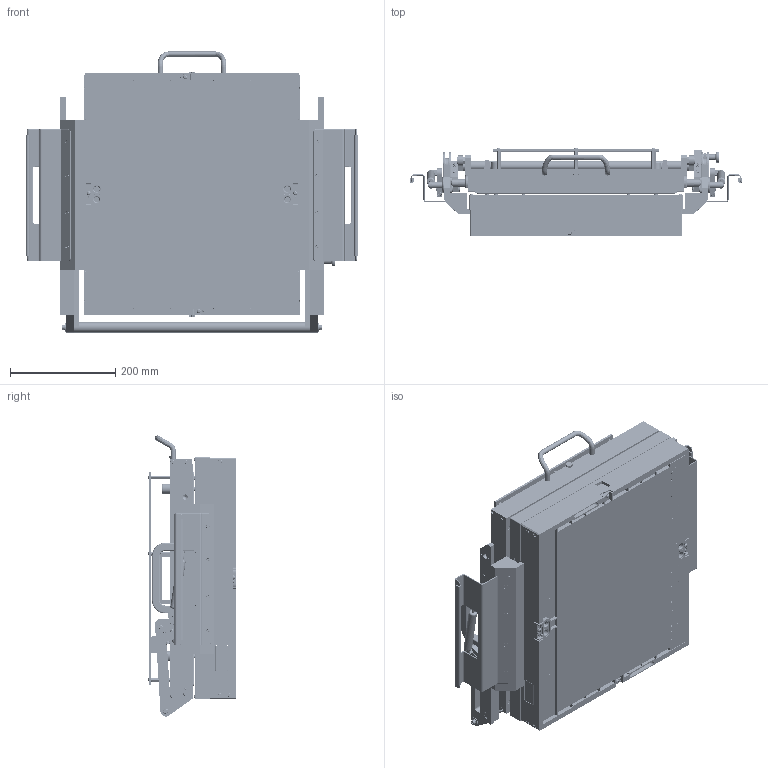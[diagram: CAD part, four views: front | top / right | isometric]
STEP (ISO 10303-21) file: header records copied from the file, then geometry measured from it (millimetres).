
FILE_DESCRIPTION (( 'STEP AP214' ), '1' );
FILE_NAME ('INGUN_115152.STEP', '2023-12-05T10:19:18', ( '' ), ( '' ), 'SwSTEP 2.0', 'SolidWorks 2021', '' );
FILE_SCHEMA (( 'AUTOMOTIVE_DESIGN' ));
Length unit declared in the file: millimetre
Products named in the file (146): KT-Master__ADA~kt_KT-254 L3-E02; SKB-IA~skia_M4,0x45 St; 29176~1; 115153~0_KUNDE<S>; INGUN_115152; DIN912~n_M05,0x012; 5015~0; 115031~0; 115387~0_S; 2512_1~0; 115127~0_S; 18406~1; DIN7991~n_M04,0x012; 17975~4; ISO7380~n_M04,0x008; DIN7991~n_M05,0x016; DIN912~n_M04,0x012; 17976~4; 18020~2; DIN912~n_M04,0x016; 115128~0_S; 11881~0; 115119~0_S; 21729~2_KUNDE<Standard>; KS-113-Master__ADA~ks_KS-113 23; 17978~0; 17979~0; 17974~12_KUNDE<Standard>; 114851~0; 14258~1_KUNDE<Standard>; DIN7991~n_M04,0x018; 29175~1; 17372~0; DIN_6799_-_A2~n_d 7; 18024~4_KUNDE<Standard>; DIN125~n_04,3 M04,0; 54911~1; 115343~0_S; 11880~0; 16527~3 ...
Assembly tree (434 placements, depth 5):
  INGUN_115152
    115164~0_KUNDE<S>
      114854~0_S  x2
        114851~0
        DIN6325~n_03,0m6x020
      115127~0_S
        115128~0_S
        DIN6325~n_03,0m6x020
      115129~0_S
        115130~0_S
        DIN6325~n_03,0m6x020
      14671~0_KUNDE<Standard>
        14671_001~0_KUNDE<Standard>
        14671_002~0  x2
        14671_003~0  x4
        14671_004~0  x4
      114901~1_S  x2
      DIN912~n_M04,0x012  x8
      ISO7380~n_M04,0x016  x4
      29175~1
      29176~1
      115389~0_S  x2
        115119~0_S
        115387~0_S
          K_124594~0_S
        DIN7991~n_M04,0x010
      DIN7991~n_M04,0x016  x6
    115153~0_KUNDE<S>
      115154~0_S
        115155~0
        114946~0_S  x2
      115156~0_S
      14258~1_KUNDE<Standard>
      115135~0
      115031~0
      ISO7380~n_M03,0x005  x8
      2229~6  x6
      2196~6  x3
      DIN7991~n_M04,0x016  x6
      11495~0  x9
      DIN6325~n_04,0m6x008  x12
      1581~1  x4
      DIN912~n_M04,0x012  x12
      22111~0_flexibel<Standard>
        KS-113-Master__ADA~ks_KS-113 23
        GKS-414-0007__ADA~gks_Hub = 09,6 AH <S>
        2806~1
        3917~3_M 3 A
        5015~0
        ISO7380~n_M02,5x006
        11880~0
        11881~0
      KT-Master__ADA~kt_KT-254 L3-E02  x6
      13418~3  x2
      3485~0_Schaltpunkt<S>
      DIN125~n_04,3 M04,0  x2
      ISO7380~n_M04,0x008  x2
      52396~0  x7
      3485~0_S
      21729~2_KUNDE<Standard>
Bounding box: 630.76 x 166.77 x 534.2 mm (x, y, z)
Volume: 12671176.5 mm3; surface area: 3637969.5 mm2
Topology: 441 solids, 441 shells, 14499 faces, 35598 edges, 22504 vertices
Faces by surface type: cylinder 6698, plane 4713, cone 1754, bspline 529, torus 471, sphere 334
Entity records: 233524 total; most frequent: CARTESIAN_POINT 60734, DIRECTION 33272, ORIENTED_EDGE 30790, EDGE_CURVE 15395, AXIS2_PLACEMENT_3D 12790, VERTEX_POINT 9858, LINE 7692, VECTOR 7692
